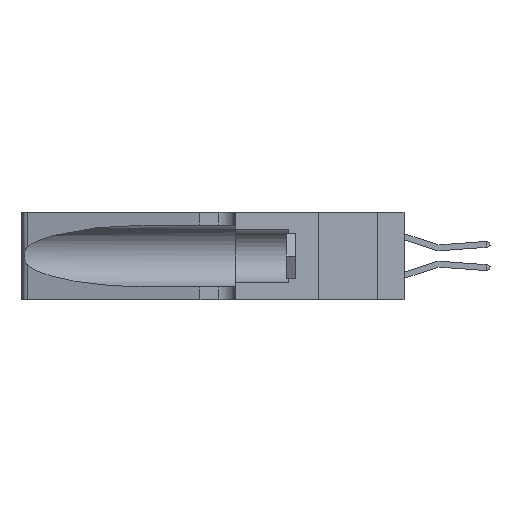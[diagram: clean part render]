
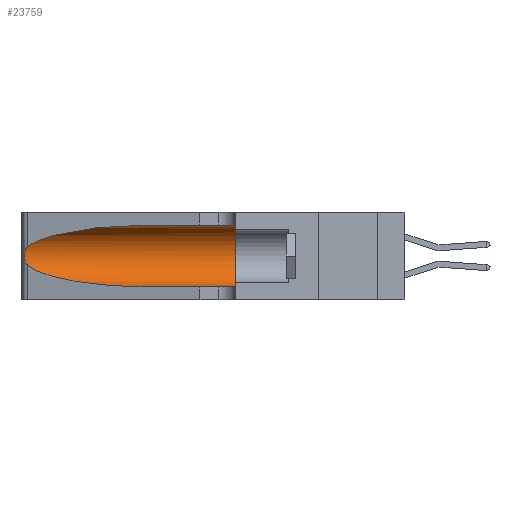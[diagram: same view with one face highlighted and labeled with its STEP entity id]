
A CAD part, left-side view. The second image highlights one B-rep face of the part: STEP entity #23759.
In plain terms, the highlighted cylindrical face has radius 3.308 mm (diameter 6.617 mm), a partial arc.
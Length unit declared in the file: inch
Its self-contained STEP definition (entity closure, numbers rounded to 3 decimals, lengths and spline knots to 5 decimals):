
#797 = EDGE_CURVE ( 'NONE', #21777, #19124, #25436, .T. ) ;
#911 = AXIS2_PLACEMENT_3D ( 'NONE', #8860, #12848, #14757 ) ;
#1560 = CARTESIAN_POINT ( 'NONE',  ( 0.25639, 1.23184, 0.21858 ) ) ;
#1805 = CARTESIAN_POINT ( 'NONE',  ( 0.18966, 0.96281, 0.31525 ) ) ;
#1948 = ORIENTED_EDGE ( 'NONE', *, *, #797, .T. ) ;
#2135 = EDGE_CURVE ( 'NONE', #6360, #13705, #12174, .T. ) ;
#3532 = CARTESIAN_POINT ( 'NONE',  ( 0.25854, 1.2359, 0.20912 ) ) ;
#3654 = VERTEX_POINT ( 'NONE', #22145 ) ;
#4097 = ORIENTED_EDGE ( 'NONE', *, *, #21285, .T. ) ;
#4953 = AXIS2_PLACEMENT_3D ( 'NONE', #5650, #19504, #7681 ) ;
#5089 = CIRCLE ( 'NONE', #4953, 0.13025 ) ;
#5444 = EDGE_CURVE ( 'NONE', #13705, #19124, #5089, .T. ) ;
#5537 = CARTESIAN_POINT ( 'NONE',  ( 0.26075, 1.23896, 0.19203 ) ) ;
#5650 = CARTESIAN_POINT ( 'NONE',  ( 0.1305, 0.35, 0.185 ) ) ;
#6014 = CARTESIAN_POINT ( 'NONE',  ( 0.25487, 1.22718, 0.22369 ) ) ;
#6044 = EDGE_LOOP ( 'NONE', ( #4097, #21751, #22368, #1948, #22977, #19030 ) ) ;
#6257 = VECTOR ( 'NONE', #15634, 39.37008 ) ;
#6360 = VERTEX_POINT ( 'NONE', #14045 ) ;
#6717 = CARTESIAN_POINT ( 'NONE',  ( 0.2373, 1.15595, 0.08982 ) ) ;
#7575 = CARTESIAN_POINT ( 'NONE',  ( 0.26017, 1.23833, 0.17102 ) ) ;
#7681 = DIRECTION ( 'NONE',  ( 0., 0., 1. ) ) ;
#7821 = CARTESIAN_POINT ( 'NONE',  ( 0.25487, 1.22718, 0.22369 ) ) ;
#8093 = VERTEX_POINT ( 'NONE', #6014 ) ;
#8722 = CARTESIAN_POINT ( 'NONE',  ( 0.25487, 1.22718, 0.14631 ) ) ;
#8860 = CARTESIAN_POINT ( 'NONE',  ( 0.1305, 1.61858, 0.185 ) ) ;
#9361 = CYLINDRICAL_SURFACE ( 'NONE', #911, 0.13025 ) ;
#9468 = CARTESIAN_POINT ( 'NONE',  ( 0.25555, 1.22994, 0.2215 ) ) ;
#9546 = CARTESIAN_POINT ( 'NONE',  ( 0.25789, 1.23486, 0.15765 ) ) ;
#9626 = CARTESIAN_POINT ( 'NONE',  ( 0.1305, 1.61858, 0.31525 ) ) ;
#9712 = CARTESIAN_POINT ( 'NONE',  ( 0.1305, 0.72297, 0.31525 ) ) ;
#10195 = EDGE_CURVE ( 'NONE', #3654, #21777, #13277, .T. ) ;
#10701 = CARTESIAN_POINT ( 'NONE',  ( 0.18966, 0.96281, 0.05475 ) ) ;
#11352 =( BOUNDED_CURVE ( )  B_SPLINE_CURVE ( 3, ( #9712, #1805, #19653, #7821 ),
 .UNSPECIFIED., .F., .F. ) 
 B_SPLINE_CURVE_WITH_KNOTS ( ( 4, 4 ),
 ( 1.5708, 2.84003 ),
 .UNSPECIFIED. ) 
 CURVE ( )  GEOMETRIC_REPRESENTATION_ITEM ( )  RATIONAL_B_SPLINE_CURVE ( ( 1., 0.87, 0.87, 1. ) ) 
 REPRESENTATION_ITEM ( '' )  );
#11547 = CARTESIAN_POINT ( 'NONE',  ( 0.25555, 1.22993, 0.14849 ) ) ;
#12174 = LINE ( 'NONE', #9626, #6257 ) ;
#12848 = DIRECTION ( 'NONE',  ( 0., -1., 0. ) ) ;
#13277 =( BOUNDED_CURVE ( )  B_SPLINE_CURVE ( 3, ( #8722, #6717, #10701, #24473 ),
 .UNSPECIFIED., .F., .T. ) 
 B_SPLINE_CURVE_WITH_KNOTS ( ( 4, 4 ),
 ( 3.44316, 4.71239 ),
 .UNSPECIFIED. ) 
 CURVE ( )  GEOMETRIC_REPRESENTATION_ITEM ( )  RATIONAL_B_SPLINE_CURVE ( ( 1., 0.87, 0.87, 1. ) ) 
 REPRESENTATION_ITEM ( '' )  );
#13705 = VERTEX_POINT ( 'NONE', #21742 ) ;
#14045 = CARTESIAN_POINT ( 'NONE',  ( 0.1305, 0.72297, 0.31525 ) ) ;
#14757 = DIRECTION ( 'NONE',  ( 0., 0., -1. ) ) ;
#15451 = CARTESIAN_POINT ( 'NONE',  ( 0.25787, 1.23484, 0.2124 ) ) ;
#15634 = DIRECTION ( 'NONE',  ( 0., -1., 0. ) ) ;
#15973 = B_SPLINE_CURVE_WITH_KNOTS ( 'NONE', 3,
 ( #23248, #9468, #1560, #15451, #3532, #17466, #5537, #19405, #7575, #21366, #9546, #23333, #11547, #25272 ),
 .UNSPECIFIED., .F., .F.,
 ( 4, 2, 2, 2, 2, 2, 4 ),
 ( 0., 0.00027, 0.00053, 0.00107, 0.0016, 0.00187, 0.00214 ),
 .UNSPECIFIED. ) ;
#17466 = CARTESIAN_POINT ( 'NONE',  ( 0.26018, 1.23835, 0.19895 ) ) ;
#17779 = CARTESIAN_POINT ( 'NONE',  ( 0.1305, 1.61858, 0.05475 ) ) ;
#19030 = ORIENTED_EDGE ( 'NONE', *, *, #2135, .F. ) ;
#19045 = CARTESIAN_POINT ( 'NONE',  ( 0.1305, 0.72297, 0.05475 ) ) ;
#19124 = VERTEX_POINT ( 'NONE', #20125 ) ;
#19405 = CARTESIAN_POINT ( 'NONE',  ( 0.26075, 1.23896, 0.178 ) ) ;
#19504 = DIRECTION ( 'NONE',  ( 0., 1., 0. ) ) ;
#19653 = CARTESIAN_POINT ( 'NONE',  ( 0.2373, 1.15595, 0.28018 ) ) ;
#20125 = CARTESIAN_POINT ( 'NONE',  ( 0.1305, 0.35, 0.05475 ) ) ;
#20252 = VECTOR ( 'NONE', #20398, 39.37008 ) ;
#20398 = DIRECTION ( 'NONE',  ( 0., -1., 0. ) ) ;
#20489 = FACE_OUTER_BOUND ( 'NONE', #6044, .T. ) ;
#21205 = EDGE_CURVE ( 'NONE', #8093, #3654, #15973, .T. ) ;
#21285 = EDGE_CURVE ( 'NONE', #6360, #8093, #11352, .T. ) ;
#21366 = CARTESIAN_POINT ( 'NONE',  ( 0.25856, 1.23593, 0.16098 ) ) ;
#21742 = CARTESIAN_POINT ( 'NONE',  ( 0.1305, 0.35, 0.31525 ) ) ;
#21751 = ORIENTED_EDGE ( 'NONE', *, *, #21205, .T. ) ;
#21777 = VERTEX_POINT ( 'NONE', #19045 ) ;
#22145 = CARTESIAN_POINT ( 'NONE',  ( 0.25487, 1.22718, 0.14631 ) ) ;
#22368 = ORIENTED_EDGE ( 'NONE', *, *, #10195, .T. ) ;
#22977 = ORIENTED_EDGE ( 'NONE', *, *, #5444, .F. ) ;
#23248 = CARTESIAN_POINT ( 'NONE',  ( 0.25487, 1.22718, 0.22369 ) ) ;
#23333 = CARTESIAN_POINT ( 'NONE',  ( 0.25639, 1.23186, 0.15144 ) ) ;
#23759 = ADVANCED_FACE ( 'NONE', ( #20489 ), #9361, .F. ) ;
#24473 = CARTESIAN_POINT ( 'NONE',  ( 0.1305, 0.72297, 0.05475 ) ) ;
#25272 = CARTESIAN_POINT ( 'NONE',  ( 0.25487, 1.22718, 0.14631 ) ) ;
#25436 = LINE ( 'NONE', #17779, #20252 ) ;
